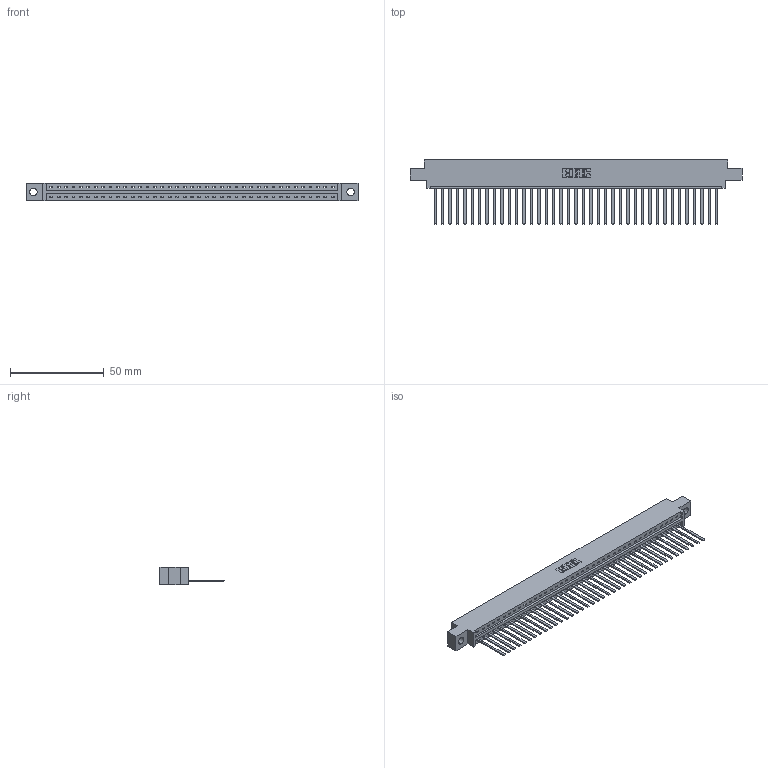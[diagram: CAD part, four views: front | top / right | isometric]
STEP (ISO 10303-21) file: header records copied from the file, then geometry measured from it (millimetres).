
FILE_DESCRIPTION (( 'STEP AP203' ), '1' );
FILE_NAME ('337-039-544-604.STEP', '2019-10-01T18:57:18', ( '' ), ( '' ), 'SwSTEP 2.0', 'SolidWorks 2016', '' );
FILE_SCHEMA (( 'CONFIG_CONTROL_DESIGN' ));
Length unit declared in the file: inch
Products named in the file (3): 337-039-544-604; 345-292-001_345-293-144; 337 Part_0.170 Offset - 0.156 Dia-TH
Assembly tree (40 placements, depth 2):
  337-039-544-604
    337 Part_0.170 Offset - 0.156 Dia-TH
    345-292-001_345-293-144  x39
Bounding box: 177.55 x 34.3 x 9.4 mm (x, y, z)
Volume: 18661.7 mm3; surface area: 20645 mm2
Topology: 40 solids, 40 shells, 2302 faces, 6953 edges, 4582 vertices
Faces by surface type: plane 1712, cylinder 590
Entity records: 29329 total; most frequent: CARTESIAN_POINT 5115, ORIENTED_EDGE 5090, DIRECTION 4307, EDGE_CURVE 2545, VECTOR 2421, LINE 2421, VERTEX_POINT 1694, AXIS2_PLACEMENT_3D 943
